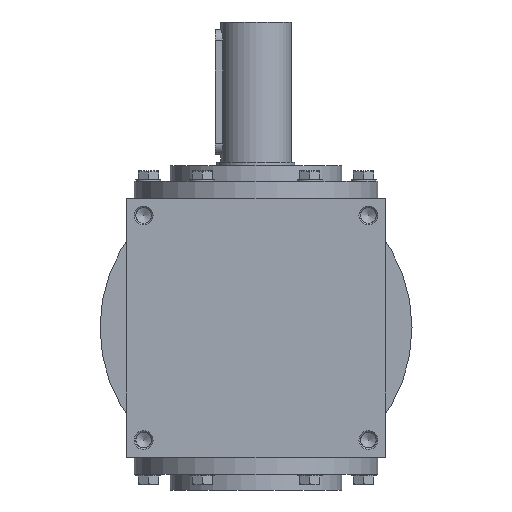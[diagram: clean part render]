
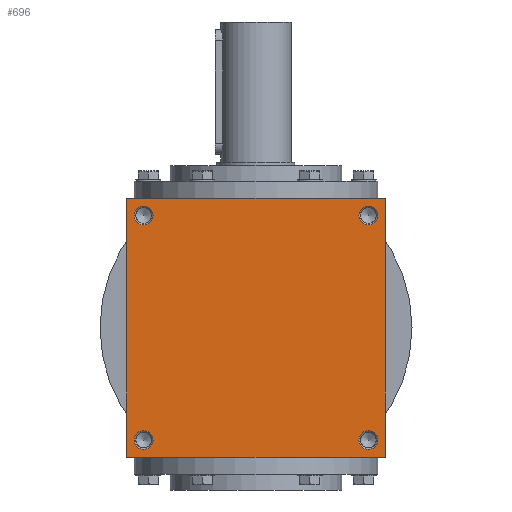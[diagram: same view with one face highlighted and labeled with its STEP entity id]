
A CAD part, left-side view. The second image highlights one B-rep face of the part: STEP entity #696.
In plain terms, the highlighted face is planar.
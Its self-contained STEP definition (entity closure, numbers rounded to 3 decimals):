
#696 = ADVANCED_FACE( '', ( #1389, #1390, #1391, #1392, #1393 ), #1394, .F. );
#1389 = FACE_BOUND( '', #2122, .T. );
#1390 = FACE_BOUND( '', #2123, .T. );
#1391 = FACE_BOUND( '', #2124, .T. );
#1392 = FACE_BOUND( '', #2125, .T. );
#1393 = FACE_OUTER_BOUND( '', #2126, .T. );
#1394 = PLANE( '', #2127 );
#2122 = EDGE_LOOP( '', ( #3282 ) );
#2123 = EDGE_LOOP( '', ( #3283 ) );
#2124 = EDGE_LOOP( '', ( #3284 ) );
#2125 = EDGE_LOOP( '', ( #3285 ) );
#2126 = EDGE_LOOP( '', ( #3286, #3287, #3288, #3289 ) );
#2127 = AXIS2_PLACEMENT_3D( '', #3290, #3291, #3292 );
#3282 = ORIENTED_EDGE( '', *, *, #4152, .F. );
#3283 = ORIENTED_EDGE( '', *, *, #4045, .T. );
#3284 = ORIENTED_EDGE( '', *, *, #3901, .F. );
#3285 = ORIENTED_EDGE( '', *, *, #4153, .T. );
#3286 = ORIENTED_EDGE( '', *, *, #4154, .F. );
#3287 = ORIENTED_EDGE( '', *, *, #3826, .F. );
#3288 = ORIENTED_EDGE( '', *, *, #3858, .F. );
#3289 = ORIENTED_EDGE( '', *, *, #4155, .F. );
#3290 = CARTESIAN_POINT( '', ( 0., 0., -83. ) );
#3291 = DIRECTION( '', ( 0., 0., 1. ) );
#3292 = DIRECTION( '', ( 1., 0., 0. ) );
#3826 = EDGE_CURVE( '', #4406, #4407, #4408, .T. );
#3858 = EDGE_CURVE( '', #4459, #4406, #4460, .T. );
#3901 = EDGE_CURVE( '', #4522, #4522, #4523, .T. );
#4045 = EDGE_CURVE( '', #4731, #4731, #4732, .T. );
#4152 = EDGE_CURVE( '', #4870, #4870, #4871, .T. );
#4153 = EDGE_CURVE( '', #4872, #4872, #4873, .T. );
#4154 = EDGE_CURVE( '', #4407, #4874, #4875, .T. );
#4155 = EDGE_CURVE( '', #4874, #4459, #4876, .T. );
#4406 = VERTEX_POINT( '', #5205 );
#4407 = VERTEX_POINT( '', #5206 );
#4408 = LINE( '', #5207, #5208 );
#4459 = VERTEX_POINT( '', #5308 );
#4460 = LINE( '', #5309, #5310 );
#4522 = VERTEX_POINT( '', #5379 );
#4523 = CIRCLE( '', #5380, 6. );
#4731 = VERTEX_POINT( '', #5684 );
#4732 = CIRCLE( '', #5685, 6. );
#4870 = VERTEX_POINT( '', #5846 );
#4871 = CIRCLE( '', #5847, 6. );
#4872 = VERTEX_POINT( '', #5848 );
#4873 = CIRCLE( '', #5849, 6. );
#4874 = VERTEX_POINT( '', #5850 );
#4875 = LINE( '', #5851, #5852 );
#4876 = LINE( '', #5853, #5854 );
#5205 = CARTESIAN_POINT( '', ( 83., 83., -83. ) );
#5206 = CARTESIAN_POINT( '', ( -83., 83., -83. ) );
#5207 = CARTESIAN_POINT( '', ( 83., 83., -83. ) );
#5208 = VECTOR( '', #6145, 1000. );
#5308 = CARTESIAN_POINT( '', ( 83., -83., -83. ) );
#5309 = CARTESIAN_POINT( '', ( 83., -83., -83. ) );
#5310 = VECTOR( '', #6204, 1000. );
#5379 = CARTESIAN_POINT( '', ( -78., -72., -83. ) );
#5380 = AXIS2_PLACEMENT_3D( '', #6269, #6270, #6271 );
#5684 = CARTESIAN_POINT( '', ( 78., 72., -83. ) );
#5685 = AXIS2_PLACEMENT_3D( '', #6490, #6491, #6492 );
#5846 = CARTESIAN_POINT( '', ( -78., 72., -83. ) );
#5847 = AXIS2_PLACEMENT_3D( '', #6653, #6654, #6655 );
#5848 = CARTESIAN_POINT( '', ( 78., -72., -83. ) );
#5849 = AXIS2_PLACEMENT_3D( '', #6656, #6657, #6658 );
#5850 = CARTESIAN_POINT( '', ( -83., -83., -83. ) );
#5851 = CARTESIAN_POINT( '', ( -83., 83., -83. ) );
#5852 = VECTOR( '', #6659, 1000. );
#5853 = CARTESIAN_POINT( '', ( -83., -83., -83. ) );
#5854 = VECTOR( '', #6660, 1000. );
#6145 = DIRECTION( '', ( -1., 0., 0. ) );
#6204 = DIRECTION( '', ( 0., 1., 0. ) );
#6269 = CARTESIAN_POINT( '', ( -72., -72., -83. ) );
#6270 = DIRECTION( '', ( 0., 0., -1. ) );
#6271 = DIRECTION( '', ( -1., 0., 0. ) );
#6490 = CARTESIAN_POINT( '', ( 72., 72., -83. ) );
#6491 = DIRECTION( '', ( 0., 0., 1. ) );
#6492 = DIRECTION( '', ( 1., 0., 0. ) );
#6653 = CARTESIAN_POINT( '', ( -72., 72., -83. ) );
#6654 = DIRECTION( '', ( 0., 0., -1. ) );
#6655 = DIRECTION( '', ( -1., 0., 0. ) );
#6656 = CARTESIAN_POINT( '', ( 72., -72., -83. ) );
#6657 = DIRECTION( '', ( 0., 0., 1. ) );
#6658 = DIRECTION( '', ( 1., 0., 0. ) );
#6659 = DIRECTION( '', ( 0., -1., 0. ) );
#6660 = DIRECTION( '', ( 1., 0., 0. ) );
